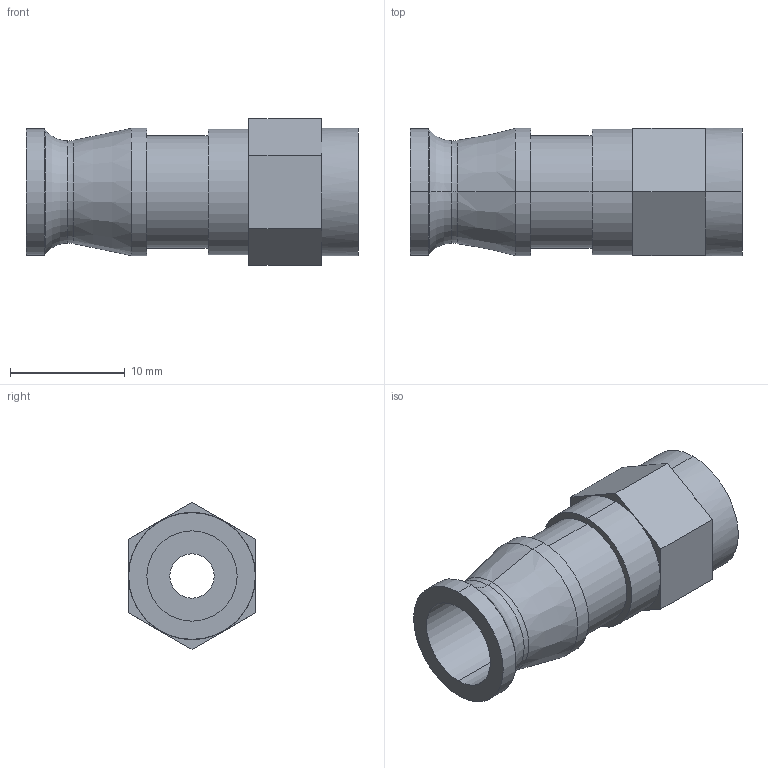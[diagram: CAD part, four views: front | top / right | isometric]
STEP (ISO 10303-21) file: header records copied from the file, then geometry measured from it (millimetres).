
FILE_DESCRIPTION (( 'STEP AP203' ), '1' );
FILE_NAME ('BAC-EX59.STEP', '2006-06-30T19:33:41', ( ' ' ), ( ' ' ), 'SwSTEP 2.0', 'SolidWorks 2005354', '' );
FILE_SCHEMA (( 'CONFIG_CONTROL_DESIGN' ));
Length unit declared in the file: inch
Products named in the file (1): BAC-EX59
Bounding box: 28.96 x 11.15 x 12.82 mm (x, y, z)
Volume: 1797.1 mm3; surface area: 1726.4 mm2
Topology: 1 solids, 1 shells, 49 faces, 104 edges, 62 vertices
Faces by surface type: plane 25, cylinder 16, cone 4, torus 4
Entity records: 1399 total; most frequent: DIRECTION 258, CARTESIAN_POINT 216, ORIENTED_EDGE 208, AXIS2_PLACEMENT_3D 104, EDGE_CURVE 104, VERTEX_POINT 62, EDGE_LOOP 56, CIRCLE 54
